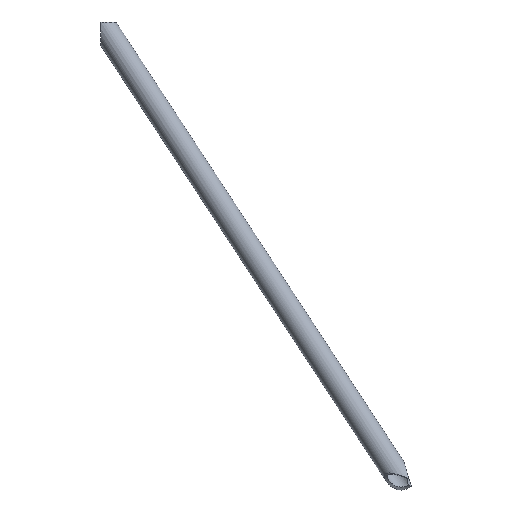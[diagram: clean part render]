
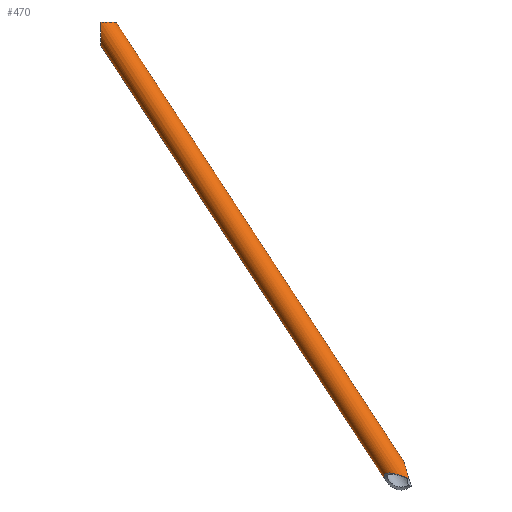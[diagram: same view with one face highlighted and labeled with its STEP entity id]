
A CAD part, top view. The second image highlights one B-rep face of the part: STEP entity #470.
In plain terms, the highlighted cylindrical face has radius 7.5 mm (diameter 15 mm), a partial arc.
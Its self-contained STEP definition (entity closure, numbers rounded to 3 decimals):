
#61=CARTESIAN_POINT('Vertex',(-1747.428,0.395,251.978)) ;
#164=CARTESIAN_POINT('Vertex',(-1756.406,-13.273,251.99)) ;
#168=CARTESIAN_POINT('Control Point',(-1756.423,0.401,259.469)) ;
#169=CARTESIAN_POINT('Control Point',(-1756.423,0.147,259.469)) ;
#170=CARTESIAN_POINT('Control Point',(-1756.423,-0.108,259.466)) ;
#171=CARTESIAN_POINT('Control Point',(-1756.423,-0.312,259.46)) ;
#172=CARTESIAN_POINT('Control Point',(-1756.423,-0.673,259.447)) ;
#173=CARTESIAN_POINT('Control Point',(-1756.424,-1.033,259.428)) ;
#174=CARTESIAN_POINT('Control Point',(-1756.424,-1.237,259.417)) ;
#175=CARTESIAN_POINT('Control Point',(-1756.424,-1.919,259.366)) ;
#176=CARTESIAN_POINT('Control Point',(-1756.424,-2.599,259.292)) ;
#177=CARTESIAN_POINT('Control Point',(-1756.424,-3.026,259.235)) ;
#178=CARTESIAN_POINT('Control Point',(-1756.424,-4.416,259.019)) ;
#179=CARTESIAN_POINT('Control Point',(-1756.424,-5.786,258.694)) ;
#180=CARTESIAN_POINT('Control Point',(-1756.424,-6.721,258.413)) ;
#181=CARTESIAN_POINT('Control Point',(-1756.423,-8.562,257.724)) ;
#182=CARTESIAN_POINT('Control Point',(-1756.42,-10.263,256.739)) ;
#183=CARTESIAN_POINT('Control Point',(-1756.419,-11.071,256.156)) ;
#184=CARTESIAN_POINT('Control Point',(-1756.416,-12.221,255.063)) ;
#185=CARTESIAN_POINT('Control Point',(-1756.412,-12.965,253.685)) ;
#186=CARTESIAN_POINT('Control Point',(-1756.41,-13.168,253.137)) ;
#187=CARTESIAN_POINT('Control Point',(-1756.408,-13.27,252.564)) ;
#188=CARTESIAN_POINT('Control Point',(-1756.406,-13.273,251.99)) ;
#189=CARTESIAN_POINT('Vertex',(-1756.423,0.401,259.469)) ;
#193=CARTESIAN_POINT('Control Point',(-1756.423,0.401,259.469)) ;
#194=CARTESIAN_POINT('Control Point',(-1756.254,0.401,259.469)) ;
#195=CARTESIAN_POINT('Control Point',(-1756.086,0.401,259.467)) ;
#196=CARTESIAN_POINT('Control Point',(-1755.952,0.4,259.461)) ;
#197=CARTESIAN_POINT('Control Point',(-1755.719,0.4,259.45)) ;
#198=CARTESIAN_POINT('Control Point',(-1755.486,0.401,259.432)) ;
#199=CARTESIAN_POINT('Control Point',(-1755.352,0.4,259.421)) ;
#200=CARTESIAN_POINT('Control Point',(-1754.904,0.4,259.372)) ;
#201=CARTESIAN_POINT('Control Point',(-1754.46,0.4,259.3)) ;
#202=CARTESIAN_POINT('Control Point',(-1754.183,0.4,259.245)) ;
#203=CARTESIAN_POINT('Control Point',(-1752.913,0.399,258.949)) ;
#204=CARTESIAN_POINT('Control Point',(-1751.696,0.398,258.453)) ;
#205=CARTESIAN_POINT('Control Point',(-1750.795,0.397,257.939)) ;
#206=CARTESIAN_POINT('Control Point',(-1749.174,0.396,256.669)) ;
#207=CARTESIAN_POINT('Control Point',(-1748.039,0.396,254.952)) ;
#208=CARTESIAN_POINT('Control Point',(-1747.631,0.395,253.999)) ;
#209=CARTESIAN_POINT('Control Point',(-1747.428,0.395,252.988)) ;
#210=CARTESIAN_POINT('Control Point',(-1747.428,0.395,251.978)) ;
#276=CARTESIAN_POINT('Vertex',(-1576.438,-266.239,258.611)) ;
#280=CARTESIAN_POINT('Control Point',(-1576.438,-266.239,258.611)) ;
#281=CARTESIAN_POINT('Control Point',(-1577.322,-265.907,259.02)) ;
#282=CARTESIAN_POINT('Control Point',(-1578.243,-265.556,259.328)) ;
#283=CARTESIAN_POINT('Control Point',(-1579.184,-265.208,259.559)) ;
#284=CARTESIAN_POINT('Vertex',(-1579.184,-265.208,259.559)) ;
#367=CARTESIAN_POINT('Control Point',(-1579.184,-265.208,259.559)) ;
#368=CARTESIAN_POINT('Control Point',(-1579.865,-264.957,259.725)) ;
#369=CARTESIAN_POINT('Control Point',(-1580.555,-264.706,259.857)) ;
#370=CARTESIAN_POINT('Control Point',(-1581.252,-264.462,259.955)) ;
#371=CARTESIAN_POINT('Control Point',(-1582.957,-263.89,260.112)) ;
#372=CARTESIAN_POINT('Control Point',(-1584.698,-263.401,260.054)) ;
#373=CARTESIAN_POINT('Control Point',(-1585.723,-263.16,259.938)) ;
#374=CARTESIAN_POINT('Control Point',(-1587.43,-262.872,259.573)) ;
#375=CARTESIAN_POINT('Control Point',(-1588.984,-262.963,258.779)) ;
#376=CARTESIAN_POINT('Control Point',(-1589.549,-263.074,258.389)) ;
#377=CARTESIAN_POINT('Control Point',(-1590.23,-263.405,257.679)) ;
#378=CARTESIAN_POINT('Control Point',(-1590.619,-263.907,256.883)) ;
#379=CARTESIAN_POINT('Control Point',(-1590.716,-264.091,256.612)) ;
#380=CARTESIAN_POINT('Control Point',(-1590.969,-264.839,255.57)) ;
#381=CARTESIAN_POINT('Control Point',(-1590.82,-265.7,254.556)) ;
#382=CARTESIAN_POINT('Control Point',(-1590.581,-266.328,253.861)) ;
#383=CARTESIAN_POINT('Control Point',(-1590.255,-266.95,253.196)) ;
#384=CARTESIAN_POINT('Control Point',(-1589.858,-267.555,252.56)) ;
#385=CARTESIAN_POINT('Vertex',(-1589.858,-267.555,252.56)) ;
#418=CARTESIAN_POINT('Axis2P3D Location',(-1664.175,-140.402,252.284)) ;
#423=CARTESIAN_POINT('Line Origine',(-1657.901,-136.293,252.284)) ;
#427=CARTESIAN_POINT('Vertex',(-1579.452,-256.067,252.553)) ;
#430=CARTESIAN_POINT('Line Origine',(-1670.449,-144.512,252.284)) ;
#436=CARTESIAN_POINT('Control Point',(-1579.452,-256.067,252.6)) ;
#437=CARTESIAN_POINT('Control Point',(-1579.452,-256.069,252.81)) ;
#438=CARTESIAN_POINT('Control Point',(-1579.445,-256.097,253.021)) ;
#439=CARTESIAN_POINT('Control Point',(-1579.43,-256.148,253.226)) ;
#440=CARTESIAN_POINT('Control Point',(-1579.38,-256.321,253.701)) ;
#441=CARTESIAN_POINT('Control Point',(-1579.301,-256.59,254.127)) ;
#442=CARTESIAN_POINT('Control Point',(-1579.248,-256.771,254.359)) ;
#443=CARTESIAN_POINT('Control Point',(-1579.051,-257.44,255.096)) ;
#444=CARTESIAN_POINT('Control Point',(-1578.811,-258.25,255.675)) ;
#445=CARTESIAN_POINT('Control Point',(-1578.638,-258.837,256.03)) ;
#446=CARTESIAN_POINT('Control Point',(-1578.111,-260.613,256.96)) ;
#447=CARTESIAN_POINT('Control Point',(-1577.55,-262.499,257.634)) ;
#448=CARTESIAN_POINT('Control Point',(-1577.19,-263.711,258.003)) ;
#449=CARTESIAN_POINT('Control Point',(-1576.816,-264.97,258.329)) ;
#450=CARTESIAN_POINT('Control Point',(-1576.438,-266.239,258.611)) ;
#451=CARTESIAN_POINT('Vertex',(-1579.452,-256.067,252.6)) ;
#455=CARTESIAN_POINT('Control Point',(-1579.452,-256.067,252.553)) ;
#456=CARTESIAN_POINT('Control Point',(-1579.452,-256.067,252.569)) ;
#457=CARTESIAN_POINT('Control Point',(-1579.452,-256.067,252.584)) ;
#458=CARTESIAN_POINT('Control Point',(-1579.452,-256.067,252.6)) ;
#419=DIRECTION('Axis2P3D Direction',(0.548,-0.837,0.002)) ;
#420=DIRECTION('Axis2P3D XDirection',(0.837,0.548,0.)) ;
#424=DIRECTION('Vector Direction',(0.548,-0.837,0.002)) ;
#431=DIRECTION('Vector Direction',(0.548,-0.837,0.002)) ;
#421=AXIS2_PLACEMENT_3D('Cylinder Axis2P3D',#418,#419,#420) ;
#461=ORIENTED_EDGE('',*,*,#429,.F.) ;
#462=ORIENTED_EDGE('',*,*,#211,.F.) ;
#463=ORIENTED_EDGE('',*,*,#191,.T.) ;
#464=ORIENTED_EDGE('',*,*,#434,.T.) ;
#465=ORIENTED_EDGE('',*,*,#387,.F.) ;
#466=ORIENTED_EDGE('',*,*,#286,.F.) ;
#467=ORIENTED_EDGE('',*,*,#453,.F.) ;
#468=ORIENTED_EDGE('',*,*,#459,.F.) ;
#425=VECTOR('Line Direction',#424,1.) ;
#432=VECTOR('Line Direction',#431,1.) ;
#470=ADVANCED_FACE('Corps principal',(#469),#422,.T.) ;
#167=B_SPLINE_CURVE_WITH_KNOTS('',5,(#168,#169,#170,#171,#172,#173,#174,#175,#176,#177,#178,#179,#180,#181,#182,#183,#184,#185,#186,#187,#188),.UNSPECIFIED.,.F.,.U.,(6,3,3,3,3,3,6),(0.,1.799,3.598,6.636,13.543,20.487,24.542),.UNSPECIFIED.) ;
#192=B_SPLINE_CURVE_WITH_KNOTS('',5,(#193,#194,#195,#196,#197,#198,#199,#200,#201,#202,#203,#204,#205,#206,#207,#208,#209,#210),.UNSPECIFIED.,.F.,.U.,(6,3,3,3,3,6),(0.,1.191,2.381,4.374,11.599,18.743),.UNSPECIFIED.) ;
#279=B_SPLINE_CURVE_WITH_KNOTS('',3,(#280,#281,#282,#283),.UNSPECIFIED.,.F.,.U.,(4,4),(7.142,11.508),.UNSPECIFIED.) ;
#366=B_SPLINE_CURVE_WITH_KNOTS('',5,(#367,#368,#369,#370,#371,#372,#373,#374,#375,#376,#377,#378,#379,#380,#381,#382,#383,#384),.UNSPECIFIED.,.F.,.U.,(6,3,3,3,3,6),(0.,5.266,12.752,17.511,19.907,26.721),.UNSPECIFIED.) ;
#435=B_SPLINE_CURVE_WITH_KNOTS('',5,(#436,#437,#438,#439,#440,#441,#442,#443,#444,#445,#446,#447,#448,#449,#450),.UNSPECIFIED.,.F.,.U.,(6,3,3,3,6),(0.,1.488,3.578,8.652,18.224),.UNSPECIFIED.) ;
#454=B_SPLINE_CURVE_WITH_KNOTS('',3,(#455,#456,#457,#458),.UNSPECIFIED.,.F.,.U.,(4,4),(0.,0.067),.UNSPECIFIED.) ;
#422=CYLINDRICAL_SURFACE('generated cylinder',#421,7.5) ;
#191=EDGE_CURVE('',#190,#165,#167,.T.) ;
#211=EDGE_CURVE('',#190,#62,#192,.T.) ;
#286=EDGE_CURVE('',#277,#285,#279,.T.) ;
#387=EDGE_CURVE('',#285,#386,#366,.T.) ;
#429=EDGE_CURVE('',#62,#428,#426,.T.) ;
#434=EDGE_CURVE('',#165,#386,#433,.T.) ;
#453=EDGE_CURVE('',#452,#277,#435,.T.) ;
#459=EDGE_CURVE('',#428,#452,#454,.T.) ;
#460=EDGE_LOOP('',(#461,#462,#463,#464,#465,#466,#467,#468)) ;
#469=FACE_OUTER_BOUND('',#460,.T.) ;
#426=LINE('Line',#423,#425) ;
#433=LINE('Line',#430,#432) ;
#62=VERTEX_POINT('',#61) ;
#165=VERTEX_POINT('',#164) ;
#190=VERTEX_POINT('',#189) ;
#277=VERTEX_POINT('',#276) ;
#285=VERTEX_POINT('',#284) ;
#386=VERTEX_POINT('',#385) ;
#428=VERTEX_POINT('',#427) ;
#452=VERTEX_POINT('',#451) ;
